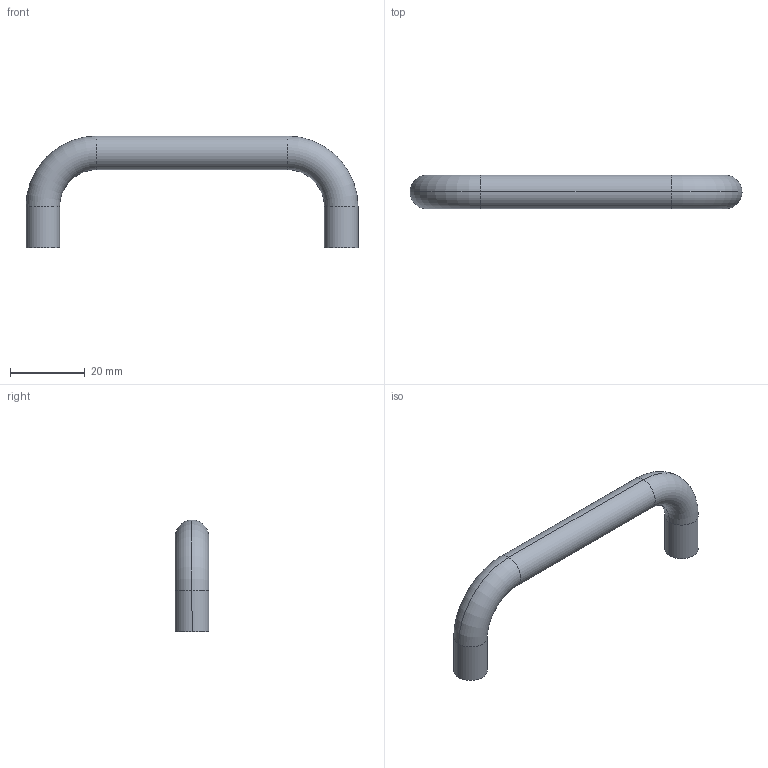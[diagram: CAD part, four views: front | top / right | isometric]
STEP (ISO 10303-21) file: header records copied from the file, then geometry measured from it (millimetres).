
FILE_DESCRIPTION (( 'STEP AP214' ), '1' );
FILE_NAME ('THA_335_2_F.STEP', '2017-02-14T02:26:43', ( '' ), ( '' ), 'SwSTEP 2.0', 'SolidWorks 2015', '' );
FILE_SCHEMA (( 'AUTOMOTIVE_DESIGN' ));
Length unit declared in the file: millimetre
Products named in the file (2): a; THA_335_2_F
Assembly tree (1 placements, depth 2):
  THA_335_2_F
    a
Bounding box: 89 x 9 x 30 mm (x, y, z)
Volume: 7542 mm3; surface area: 3479.2 mm2
Topology: 1 solids, 1 shells, 12 faces, 22 edges, 12 vertices
Faces by surface type: cylinder 6, torus 4, plane 2
Entity records: 364 total; most frequent: DIRECTION 70, CARTESIAN_POINT 50, ORIENTED_EDGE 44, AXIS2_PLACEMENT_3D 32, EDGE_CURVE 22, CIRCLE 16, EDGE_LOOP 12, VERTEX_POINT 12
